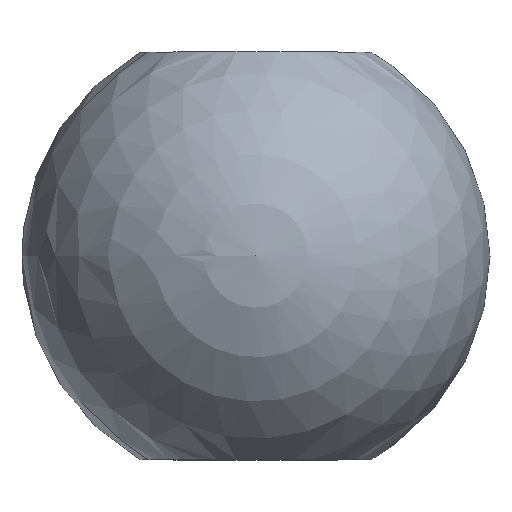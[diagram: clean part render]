
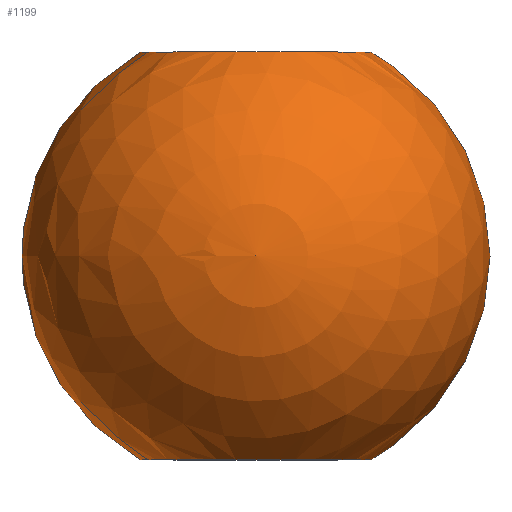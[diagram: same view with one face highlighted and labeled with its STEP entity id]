
A CAD part, top view. The second image highlights one B-rep face of the part: STEP entity #1199.
In plain terms, the highlighted spherical face has radius 15 mm.
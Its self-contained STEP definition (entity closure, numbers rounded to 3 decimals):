
#77 = DIRECTION ( 'NONE',  ( 0., 0., -1. ) ) ;
#178 = FACE_OUTER_BOUND ( 'NONE', #3499, .T. ) ;
#445 = AXIS2_PLACEMENT_3D ( 'NONE', #5180, #3627, #9255 ) ;
#977 = CARTESIAN_POINT ( 'NONE',  ( 0., 0., 0. ) ) ;
#1199 = ADVANCED_FACE ( 'NONE', ( #178, #6324 ), #2542, .T. ) ;
#1931 = VERTEX_POINT ( 'NONE', #6601 ) ;
#2542 = SPHERICAL_SURFACE ( 'NONE', #4851, 15. ) ;
#2568 = CIRCLE ( 'NONE', #445, 7.368 ) ;
#3499 = EDGE_LOOP ( 'NONE', ( #6548 ) ) ;
#3513 = DIRECTION ( 'NONE',  ( 0., 0., 1. ) ) ;
#3580 = CARTESIAN_POINT ( 'NONE',  ( 0., -13.066, 0. ) ) ;
#3627 = DIRECTION ( 'NONE',  ( 0., -1., 0. ) ) ;
#4033 = EDGE_LOOP ( 'NONE', ( #4896 ) ) ;
#4245 = CIRCLE ( 'NONE', #4344, 7.368 ) ;
#4344 = AXIS2_PLACEMENT_3D ( 'NONE', #3580, #9144, #3513 ) ;
#4851 = AXIS2_PLACEMENT_3D ( 'NONE', #977, #77, #6536 ) ;
#4896 = ORIENTED_EDGE ( 'NONE', *, *, #6218, .T. ) ;
#5180 = CARTESIAN_POINT ( 'NONE',  ( 0., 13.066, 0. ) ) ;
#6212 = VERTEX_POINT ( 'NONE', #7449 ) ;
#6218 = EDGE_CURVE ( 'NONE', #1931, #1931, #4245, .T. ) ;
#6324 = FACE_OUTER_BOUND ( 'NONE', #4033, .T. ) ;
#6536 = DIRECTION ( 'NONE',  ( 1., 0., 0. ) ) ;
#6548 = ORIENTED_EDGE ( 'NONE', *, *, #9592, .T. ) ;
#6601 = CARTESIAN_POINT ( 'NONE',  ( 0., -13.066, 7.368 ) ) ;
#7449 = CARTESIAN_POINT ( 'NONE',  ( 0., 13.066, -7.368 ) ) ;
#9144 = DIRECTION ( 'NONE',  ( 0., 1., 0. ) ) ;
#9255 = DIRECTION ( 'NONE',  ( 0., 0., -1. ) ) ;
#9592 = EDGE_CURVE ( 'NONE', #6212, #6212, #2568, .T. ) ;
